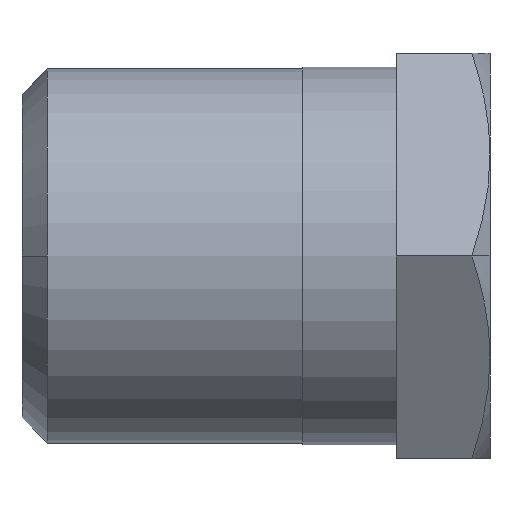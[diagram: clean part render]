
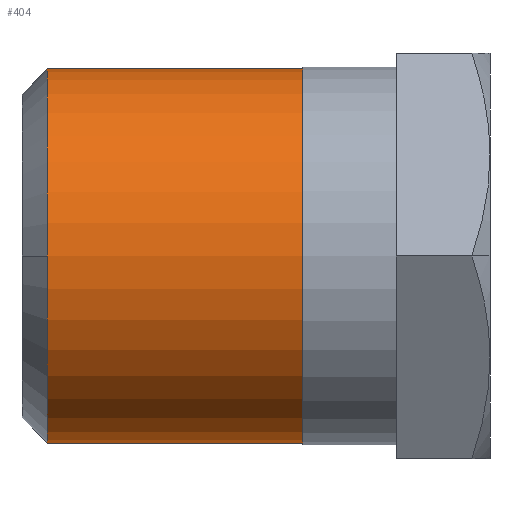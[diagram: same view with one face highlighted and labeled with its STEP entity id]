
A CAD part, front view. The second image highlights one B-rep face of the part: STEP entity #404.
In plain terms, the highlighted cylindrical face has radius 6 mm (diameter 12 mm), a partial arc.
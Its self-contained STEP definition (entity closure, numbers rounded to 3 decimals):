
#200=EDGE_CURVE('',#368,#412,#485,.T.);
#248=EDGE_CURVE('',#414,#412,#539,.T.);
#250=VERTEX_POINT('',#541);
#268=EDGE_CURVE('',#368,#250,#562,.T.);
#326=VERTEX_POINT('',#629);
#368=VERTEX_POINT('',#677);
#402=EDGE_CURVE('',#250,#326,#714,.T.);
#404=ADVANCED_FACE('',(#716),#717,.T.);
#408=EDGE_CURVE('',#326,#414,#721,.T.);
#412=VERTEX_POINT('',#725);
#414=VERTEX_POINT('',#727);
#485=CIRCLE('',#824,6.0);
#539=LINE('',#929,#930);
#541=CARTESIAN_POINT('',(0.812,0.,6.0));
#562=LINE('',#955,#956);
#629=CARTESIAN_POINT('',(0.812,-6.0,0.));
#677=CARTESIAN_POINT('',(9.0,0.,6.0));
#714=CIRCLE('',#1229,6.0);
#716=FACE_OUTER_BOUND('',#1231,.T.);
#717=CYLINDRICAL_SURFACE('',#1232,6.0);
#721=CIRCLE('',#1238,6.0);
#725=CARTESIAN_POINT('',(9.0,0.0,-6.0));
#727=CARTESIAN_POINT('',(0.812,0.,-6.0));
#824=AXIS2_PLACEMENT_3D('',#1313,#1314,#1315);
#929=CARTESIAN_POINT('',(4.5,0.,-6.0));
#930=VECTOR('',#1381,1.0);
#955=CARTESIAN_POINT('',(4.5,0.,6.0));
#956=VECTOR('',#1408,1.0);
#1229=AXIS2_PLACEMENT_3D('',#1583,#1584,#1585);
#1231=EDGE_LOOP('',(#1587,#1588,#1589,#1590,#1591));
#1232=AXIS2_PLACEMENT_3D('',#1592,#1593,#1594);
#1238=AXIS2_PLACEMENT_3D('',#1598,#1599,#1600);
#1313=CARTESIAN_POINT('',(9.0,0.0,0.0));
#1314=DIRECTION('',(1.0,0.0,0.0));
#1315=DIRECTION('',(0.0,0.0,-1.0));
#1381=DIRECTION('',(1.0,0.0,0.0));
#1408=DIRECTION('',(-1.0,-0.0,-0.0));
#1583=CARTESIAN_POINT('',(0.812,0.0,0.0));
#1584=DIRECTION('',(1.0,0.0,0.));
#1585=DIRECTION('',(0.,0.0,-1.0));
#1587=ORIENTED_EDGE('',*,*,#248,.T.);
#1588=ORIENTED_EDGE('',*,*,#200,.F.);
#1589=ORIENTED_EDGE('',*,*,#268,.T.);
#1590=ORIENTED_EDGE('',*,*,#402,.T.);
#1591=ORIENTED_EDGE('',*,*,#408,.T.);
#1592=CARTESIAN_POINT('',(4.5,0.0,0.0));
#1593=DIRECTION('',(-1.0,-0.0,-0.0));
#1594=DIRECTION('',(0.0,0.0,-1.0));
#1598=CARTESIAN_POINT('',(0.812,0.0,0.0));
#1599=DIRECTION('',(1.0,0.0,0.));
#1600=DIRECTION('',(0.,0.0,-1.0));
